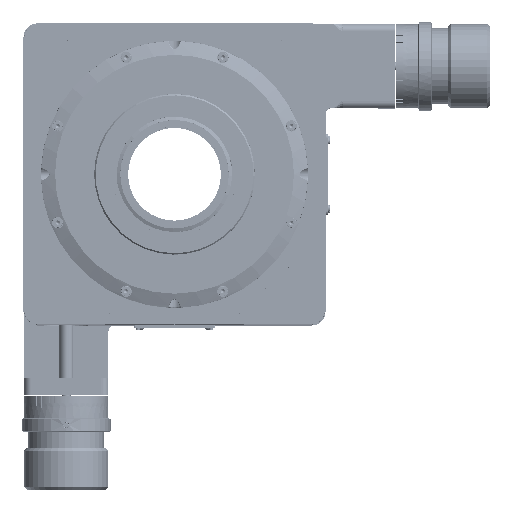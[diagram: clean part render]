
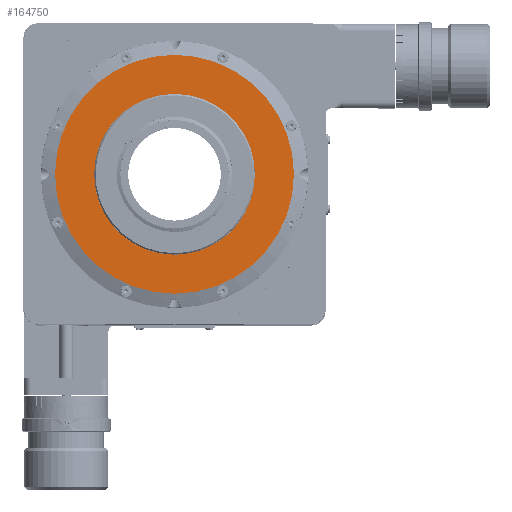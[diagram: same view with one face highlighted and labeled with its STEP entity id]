
A CAD part, top view. The second image highlights one B-rep face of the part: STEP entity #164750.
In plain terms, the highlighted planar face has unit normal (0, 0, 1).
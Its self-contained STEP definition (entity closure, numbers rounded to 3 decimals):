
#164655=AXIS2_PLACEMENT_3D('Circle Axis2P3D',#164653,#164654,$) ;
#164721=AXIS2_PLACEMENT_3D('Plane Axis2P3D',#164718,#164719,#164720) ;
#164725=AXIS2_PLACEMENT_3D('Circle Axis2P3D',#164723,#164724,$) ;
#164734=AXIS2_PLACEMENT_3D('Circle Axis2P3D',#164732,#164733,$) ;
#164743=AXIS2_PLACEMENT_3D('Circle Axis2P3D',#164741,#164742,$) ;
#164636=CARTESIAN_POINT('Vertex',(-50.198,27.423,7.5)) ;
#164650=CARTESIAN_POINT('Vertex',(50.198,-27.423,7.5)) ;
#164653=CARTESIAN_POINT('Axis2P3D Location',(0.,0.,7.5)) ;
#164718=CARTESIAN_POINT('Axis2P3D Location',(0.,0.,7.5)) ;
#164723=CARTESIAN_POINT('Axis2P3D Location',(0.,0.,7.5)) ;
#164727=CARTESIAN_POINT('Vertex',(-85.,0.,7.5)) ;
#164729=CARTESIAN_POINT('Vertex',(85.,0.,7.5)) ;
#164732=CARTESIAN_POINT('Axis2P3D Location',(0.,0.,7.5)) ;
#164741=CARTESIAN_POINT('Axis2P3D Location',(0.,0.,7.5)) ;
#164654=DIRECTION('Axis2P3D Direction',(0.,-0.,-1.)) ;
#164719=DIRECTION('Axis2P3D Direction',(0.,0.,1.)) ;
#164720=DIRECTION('Axis2P3D XDirection',(1.,0.,0.)) ;
#164724=DIRECTION('Axis2P3D Direction',(0.,0.,1.)) ;
#164733=DIRECTION('Axis2P3D Direction',(0.,0.,1.)) ;
#164742=DIRECTION('Axis2P3D Direction',(0.,0.,1.)) ;
#164738=ORIENTED_EDGE('',*,*,#164731,.T.) ;
#164739=ORIENTED_EDGE('',*,*,#164736,.T.) ;
#164747=ORIENTED_EDGE('',*,*,#164745,.F.) ;
#164748=ORIENTED_EDGE('',*,*,#164657,.F.) ;
#164749=FACE_BOUND('',#164746,.T.) ;
#164750=ADVANCED_FACE('PartBody',(#164740,#164749),#164722,.T.) ;
#164656=CIRCLE('generated circle',#164655,57.2) ;
#164726=CIRCLE('generated circle',#164725,85.) ;
#164735=CIRCLE('generated circle',#164734,85.) ;
#164744=CIRCLE('generated circle',#164743,57.2) ;
#164657=EDGE_CURVE('',#164651,#164637,#164656,.F.) ;
#164731=EDGE_CURVE('',#164728,#164730,#164726,.T.) ;
#164736=EDGE_CURVE('',#164730,#164728,#164735,.T.) ;
#164745=EDGE_CURVE('',#164637,#164651,#164744,.T.) ;
#164737=EDGE_LOOP('',(#164738,#164739)) ;
#164746=EDGE_LOOP('',(#164747,#164748)) ;
#164740=FACE_OUTER_BOUND('',#164737,.T.) ;
#164722=PLANE('',#164721) ;
#164637=VERTEX_POINT('',#164636) ;
#164651=VERTEX_POINT('',#164650) ;
#164728=VERTEX_POINT('',#164727) ;
#164730=VERTEX_POINT('',#164729) ;
